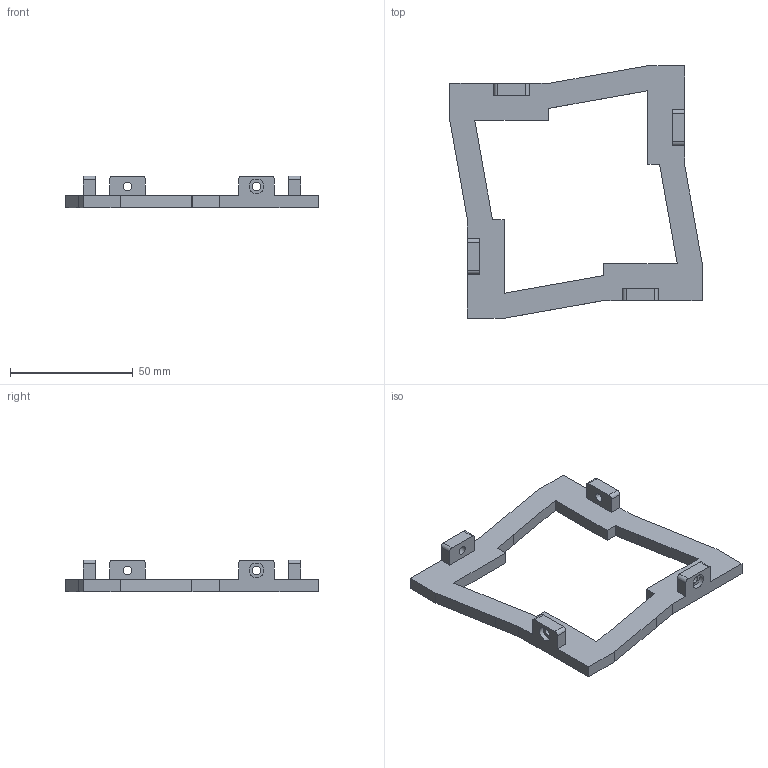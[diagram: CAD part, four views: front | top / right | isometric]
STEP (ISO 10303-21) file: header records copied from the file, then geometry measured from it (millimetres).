
FILE_DESCRIPTION(('FreeCAD Model'),'2;1');
FILE_NAME('Open CASCADE Shape Model','2024-04-07T14:22:46',(''),(''), 'Open CASCADE STEP processor 7.6','FreeCAD','Unknown');
FILE_SCHEMA(('AUTOMOTIVE_DESIGN { 1 0 10303 214 1 1 1 1 }'));
Length unit declared in the file: millimetre
Products named in the file (1): Body
Bounding box: 103 x 103 x 13 mm (x, y, z)
Volume: 22275 mm3; surface area: 13004.1 mm2
Topology: 1 solids, 1 shells, 78 faces, 216 edges, 144 vertices
Faces by surface type: plane 62, cylinder 16
Full cylindrical faces by diameter (mm): 3.5 x4, 6 x4
Entity records: 2516 total; most frequent: CARTESIAN_POINT 439, ORIENTED_EDGE 432, DIRECTION 406, EDGE_CURVE 216, LINE 184, VECTOR 184, VERTEX_POINT 144, AXIS2_PLACEMENT_3D 111
